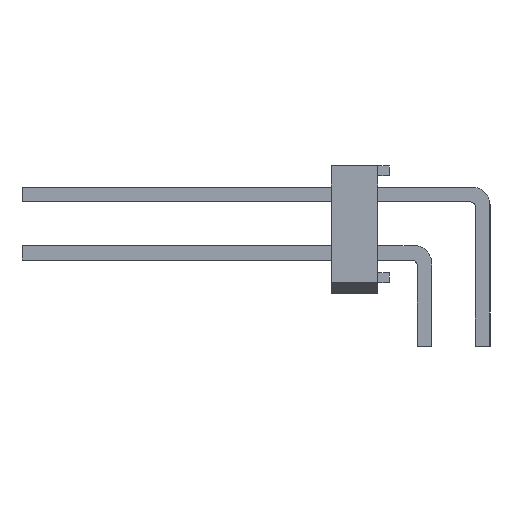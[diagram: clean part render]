
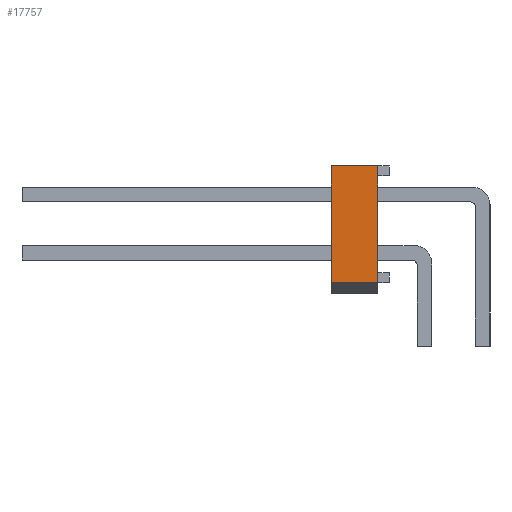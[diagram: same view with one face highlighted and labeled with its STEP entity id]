
A CAD part, left-side view. The second image highlights one B-rep face of the part: STEP entity #17757.
In plain terms, the highlighted face is planar.
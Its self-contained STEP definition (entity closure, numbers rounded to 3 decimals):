
#9344 = VERTEX_POINT('',#9345);
#9345 = CARTESIAN_POINT('',(17.78,2.54,-2.54));
#9351 = EDGE_CURVE('',#9344,#9352,#9354,.T.);
#9352 = VERTEX_POINT('',#9353);
#9353 = CARTESIAN_POINT('',(17.78,0.508,-2.54));
#9354 = LINE('',#9355,#9356);
#9355 = CARTESIAN_POINT('',(17.78,2.54,-2.54));
#9356 = VECTOR('',#9357,1.);
#9357 = DIRECTION('',(0.,-1.,0.));
#17722 = VERTEX_POINT('',#17723);
#17723 = CARTESIAN_POINT('',(17.78,0.508,2.54));
#17731 = EDGE_CURVE('',#17732,#17722,#17734,.T.);
#17732 = VERTEX_POINT('',#17733);
#17733 = CARTESIAN_POINT('',(17.78,2.54,2.54));
#17734 = LINE('',#17735,#17736);
#17735 = CARTESIAN_POINT('',(17.78,2.54,2.54));
#17736 = VECTOR('',#17737,1.);
#17737 = DIRECTION('',(0.,-1.,0.));
#17757 = ADVANCED_FACE('',(#17758),#17774,.F.);
#17758 = FACE_BOUND('',#17759,.T.);
#17759 = EDGE_LOOP('',(#17760,#17766,#17767,#17773));
#17760 = ORIENTED_EDGE('',*,*,#17761,.F.);
#17761 = EDGE_CURVE('',#9352,#17722,#17762,.T.);
#17762 = LINE('',#17763,#17764);
#17763 = CARTESIAN_POINT('',(17.78,0.508,2.54));
#17764 = VECTOR('',#17765,1.);
#17765 = DIRECTION('',(0.,0.,1.));
#17766 = ORIENTED_EDGE('',*,*,#9351,.F.);
#17767 = ORIENTED_EDGE('',*,*,#17768,.F.);
#17768 = EDGE_CURVE('',#17732,#9344,#17769,.T.);
#17769 = LINE('',#17770,#17771);
#17770 = CARTESIAN_POINT('',(17.78,2.54,2.54));
#17771 = VECTOR('',#17772,1.);
#17772 = DIRECTION('',(0.,0.,-1.));
#17773 = ORIENTED_EDGE('',*,*,#17731,.T.);
#17774 = PLANE('',#17775);
#17775 = AXIS2_PLACEMENT_3D('',#17776,#17777,#17778);
#17776 = CARTESIAN_POINT('',(17.78,2.54,2.54));
#17777 = DIRECTION('',(-1.,0.,0.));
#17778 = DIRECTION('',(0.,0.,1.));
